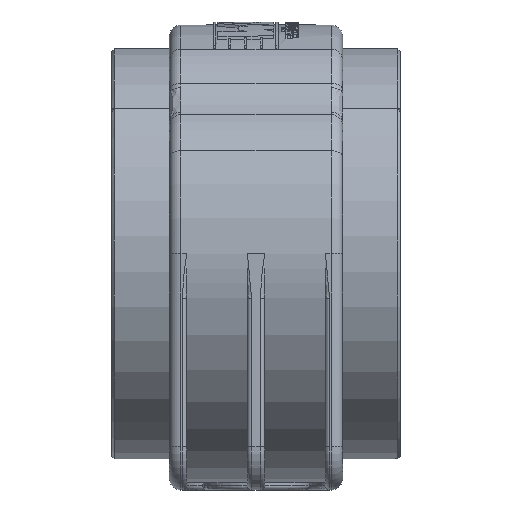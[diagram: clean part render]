
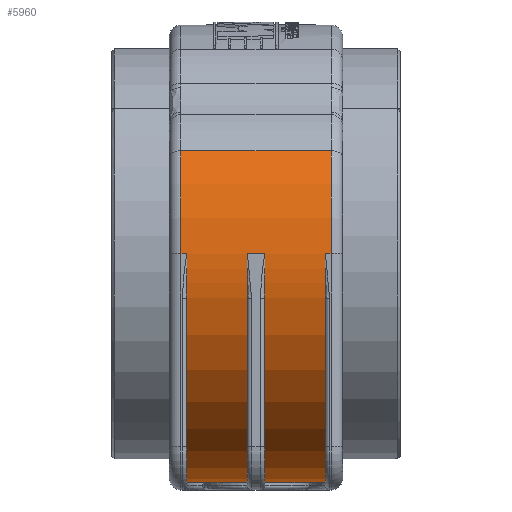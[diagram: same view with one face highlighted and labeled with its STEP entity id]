
A CAD part, left-side view. The second image highlights one B-rep face of the part: STEP entity #5960.
In plain terms, the highlighted cylindrical face has radius 15.85 mm (diameter 31.7 mm), a partial arc.
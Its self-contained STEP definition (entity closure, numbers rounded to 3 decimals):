
#2406 = EDGE_CURVE( '', #7470, #7471, #7472, .T. );
#2663 = EDGE_CURVE( '', #7892, #7893, #7894, .T. );
#3486 = EDGE_CURVE( '', #9192, #7470, #9193, .T. );
#3536 = EDGE_CURVE( '', #7892, #9268, #9269, .T. );
#3574 = EDGE_CURVE( '', #7202, #9325, #9326, .T. );
#3615 = EDGE_CURVE( '', #9192, #7241, #9382, .T. );
#4645 = EDGE_CURVE( '', #7893, #9056, #10834, .T. );
#4943 = EDGE_CURVE( '', #9268, #11204, #11205, .T. );
#5097 = EDGE_CURVE( '', #11204, #10173, #11401, .T. );
#5960 = ADVANCED_FACE( '', ( #12437 ), #12438, .T. );
#6145 = EDGE_CURVE( '', #7447, #7241, #12652, .T. );
#6445 = EDGE_CURVE( '', #8281, #7447, #12989, .T. );
#6466 = EDGE_CURVE( '', #9325, #11043, #13011, .T. );
#6532 = EDGE_CURVE( '', #7471, #10173, #13086, .T. );
#6713 = EDGE_CURVE( '', #7202, #8281, #13291, .T. );
#7053 = EDGE_CURVE( '', #11043, #9846, #13675, .T. );
#7129 = EDGE_CURVE( '', #9056, #9846, #13761, .T. );
#7202 = VERTEX_POINT( '', #13812 );
#7241 = VERTEX_POINT( '', #13868 );
#7447 = VERTEX_POINT( '', #14290 );
#7470 = VERTEX_POINT( '', #14323 );
#7471 = VERTEX_POINT( '', #14324 );
#7472 = LINE( '', #14325, #14326 );
#7892 = VERTEX_POINT( '', #14994 );
#7893 = VERTEX_POINT( '', #14995 );
#7894 = LINE( '', #14996, #14997 );
#8281 = VERTEX_POINT( '', #15594 );
#9056 = VERTEX_POINT( '', #16988 );
#9192 = VERTEX_POINT( '', #17186 );
#9193 = CIRCLE( '', #17187, 15.85 );
#9268 = VERTEX_POINT( '', #17290 );
#9269 = CIRCLE( '', #17291, 15.85 );
#9325 = VERTEX_POINT( '', #17375 );
#9326 = CIRCLE( '', #17376, 15.85 );
#9382 = LINE( '', #17459, #17460 );
#9846 = VERTEX_POINT( '', #18141 );
#10173 = VERTEX_POINT( '', #18686 );
#10834 = CIRCLE( '', #19759, 15.85 );
#11043 = VERTEX_POINT( '', #20092 );
#11204 = VERTEX_POINT( '', #20464 );
#11205 = CIRCLE( '', #20465, 15.85 );
#11401 = LINE( '', #20792, #20793 );
#12437 = FACE_OUTER_BOUND( '', #22664, .T. );
#12438 = CYLINDRICAL_SURFACE( '', #22665, 15.85 );
#12652 = CIRCLE( '', #23016, 15.85 );
#12989 = CIRCLE( '', #23672, 15.85 );
#13011 = CIRCLE( '', #23712, 15.85 );
#13086 = CIRCLE( '', #23858, 15.85 );
#13291 = LINE( '', #24404, #24405 );
#13675 = LINE( '', #25162, #25163 );
#13761 = CIRCLE( '', #25298, 15.85 );
#13812 = CARTESIAN_POINT( '', ( 7.377, -0.6, -14.029 ) );
#13868 = CARTESIAN_POINT( '', ( -15.85, -4.8, 0. ) );
#14290 = CARTESIAN_POINT( '', ( -15.55, -4.8, -3.069 ) );
#14323 = CARTESIAN_POINT( '', ( -14.155, -5.2, 7.131 ) );
#14324 = CARTESIAN_POINT( '', ( -14.155, 5.2, 7.131 ) );
#14325 = CARTESIAN_POINT( '', ( -14.155, -5.2, 7.131 ) );
#14326 = VECTOR( '', #25621, 1000. );
#14994 = CARTESIAN_POINT( '', ( 7.377, 4.8, -14.029 ) );
#14995 = CARTESIAN_POINT( '', ( 7.377, 0.6, -14.029 ) );
#14996 = CARTESIAN_POINT( '', ( 7.377, 4.8, -14.029 ) );
#14997 = VECTOR( '', #26040, 1000. );
#15594 = CARTESIAN_POINT( '', ( 7.377, -4.8, -14.029 ) );
#16988 = CARTESIAN_POINT( '', ( -15.55, 0.6, -3.069 ) );
#17186 = CARTESIAN_POINT( '', ( -15.85, -5.2, 0. ) );
#17187 = AXIS2_PLACEMENT_3D( '', #27302, #27303, #27304 );
#17290 = CARTESIAN_POINT( '', ( -15.55, 4.8, -3.069 ) );
#17291 = AXIS2_PLACEMENT_3D( '', #27404, #27405, #27406 );
#17375 = CARTESIAN_POINT( '', ( -15.55, -0.6, -3.069 ) );
#17376 = AXIS2_PLACEMENT_3D( '', #27481, #27482, #27483 );
#17459 = CARTESIAN_POINT( '', ( -15.85, -5.2, 0. ) );
#17460 = VECTOR( '', #27548, 1000. );
#18141 = CARTESIAN_POINT( '', ( -15.85, 0.6, 0. ) );
#18686 = CARTESIAN_POINT( '', ( -15.85, 5.2, 0. ) );
#19759 = AXIS2_PLACEMENT_3D( '', #29547, #29548, #29549 );
#20092 = CARTESIAN_POINT( '', ( -15.85, -0.6, 0. ) );
#20464 = CARTESIAN_POINT( '', ( -15.85, 4.8, 0. ) );
#20465 = AXIS2_PLACEMENT_3D( '', #29939, #29940, #29941 );
#20792 = CARTESIAN_POINT( '', ( -15.85, 4.8, 0. ) );
#20793 = VECTOR( '', #30206, 1000. );
#22664 = EDGE_LOOP( '', ( #31519, #31520, #31521, #31522, #31523, #31524, #31525, #31526, #31527, #31528, #31529, #31530, #31531, #31532, #31533, #31534 ) );
#22665 = AXIS2_PLACEMENT_3D( '', #31535, #31536, #31537 );
#23016 = AXIS2_PLACEMENT_3D( '', #31804, #31805, #31806 );
#23672 = AXIS2_PLACEMENT_3D( '', #32211, #32212, #32213 );
#23712 = AXIS2_PLACEMENT_3D( '', #32233, #32234, #32235 );
#23858 = AXIS2_PLACEMENT_3D( '', #32327, #32328, #32329 );
#24404 = CARTESIAN_POINT( '', ( 7.377, -0.6, -14.029 ) );
#24405 = VECTOR( '', #32563, 1000. );
#25162 = CARTESIAN_POINT( '', ( -15.85, -0.6, 0. ) );
#25163 = VECTOR( '', #33100, 1000. );
#25298 = AXIS2_PLACEMENT_3D( '', #33218, #33219, #33220 );
#25621 = DIRECTION( '', ( 0., 1., 0. ) );
#26040 = DIRECTION( '', ( 0., -1., 0. ) );
#27302 = CARTESIAN_POINT( '', ( 0., -5.2, 0. ) );
#27303 = DIRECTION( '', ( 0., 1., 0. ) );
#27304 = DIRECTION( '', ( 0., 0., -1. ) );
#27404 = CARTESIAN_POINT( '', ( 0., 4.8, 0. ) );
#27405 = DIRECTION( '', ( 0., 1., 0. ) );
#27406 = DIRECTION( '', ( 1., 0., 0. ) );
#27481 = CARTESIAN_POINT( '', ( 0., -0.6, 0. ) );
#27482 = DIRECTION( '', ( 0., 1., 0. ) );
#27483 = DIRECTION( '', ( 1., 0., 0. ) );
#27548 = DIRECTION( '', ( 0., 1., 0. ) );
#29547 = CARTESIAN_POINT( '', ( 0., 0.6, 0. ) );
#29548 = DIRECTION( '', ( 0., 1., 0. ) );
#29549 = DIRECTION( '', ( 1., 0., 0. ) );
#29939 = CARTESIAN_POINT( '', ( 0., 4.8, 0. ) );
#29940 = DIRECTION( '', ( 0., 1., 0. ) );
#29941 = DIRECTION( '', ( 1., 0., 0. ) );
#30206 = DIRECTION( '', ( 0., 1., 0. ) );
#31519 = ORIENTED_EDGE( '', *, *, #3615, .F. );
#31520 = ORIENTED_EDGE( '', *, *, #3486, .T. );
#31521 = ORIENTED_EDGE( '', *, *, #2406, .T. );
#31522 = ORIENTED_EDGE( '', *, *, #6532, .T. );
#31523 = ORIENTED_EDGE( '', *, *, #5097, .F. );
#31524 = ORIENTED_EDGE( '', *, *, #4943, .F. );
#31525 = ORIENTED_EDGE( '', *, *, #3536, .F. );
#31526 = ORIENTED_EDGE( '', *, *, #2663, .T. );
#31527 = ORIENTED_EDGE( '', *, *, #4645, .T. );
#31528 = ORIENTED_EDGE( '', *, *, #7129, .T. );
#31529 = ORIENTED_EDGE( '', *, *, #7053, .F. );
#31530 = ORIENTED_EDGE( '', *, *, #6466, .F. );
#31531 = ORIENTED_EDGE( '', *, *, #3574, .F. );
#31532 = ORIENTED_EDGE( '', *, *, #6713, .T. );
#31533 = ORIENTED_EDGE( '', *, *, #6445, .T. );
#31534 = ORIENTED_EDGE( '', *, *, #6145, .T. );
#31535 = CARTESIAN_POINT( '', ( 0., 6.001, 0. ) );
#31536 = DIRECTION( '', ( 0., -1., 0. ) );
#31537 = DIRECTION( '', ( 1., 0., 0. ) );
#31804 = CARTESIAN_POINT( '', ( 0., -4.8, 0. ) );
#31805 = DIRECTION( '', ( 0., 1., 0. ) );
#31806 = DIRECTION( '', ( 1., 0., 0. ) );
#32211 = CARTESIAN_POINT( '', ( 0., -4.8, 0. ) );
#32212 = DIRECTION( '', ( 0., 1., 0. ) );
#32213 = DIRECTION( '', ( 1., 0., 0. ) );
#32233 = CARTESIAN_POINT( '', ( 0., -0.6, 0. ) );
#32234 = DIRECTION( '', ( 0., 1., 0. ) );
#32235 = DIRECTION( '', ( 1., 0., 0. ) );
#32327 = CARTESIAN_POINT( '', ( 0., 5.2, 0. ) );
#32328 = DIRECTION( '', ( 0., -1., 0. ) );
#32329 = DIRECTION( '', ( 0., 0., 1. ) );
#32563 = DIRECTION( '', ( 0., -1., 0. ) );
#33100 = DIRECTION( '', ( 0., 1., 0. ) );
#33218 = CARTESIAN_POINT( '', ( 0., 0.6, 0. ) );
#33219 = DIRECTION( '', ( 0., 1., 0. ) );
#33220 = DIRECTION( '', ( 1., 0., 0. ) );
